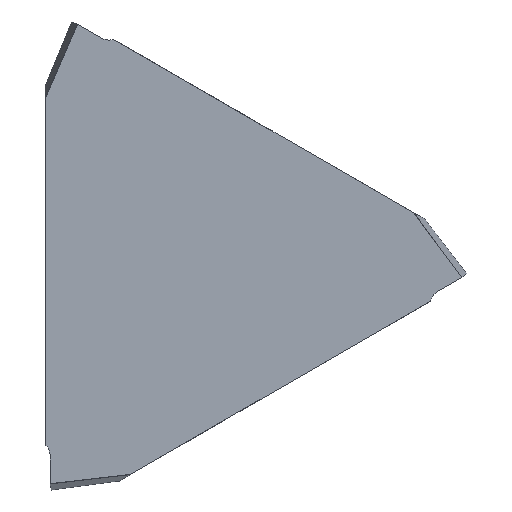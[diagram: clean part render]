
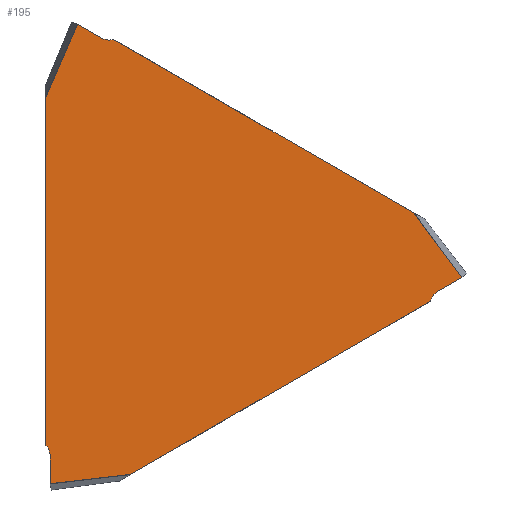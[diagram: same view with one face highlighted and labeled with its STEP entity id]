
A CAD part, left-side view. The second image highlights one B-rep face of the part: STEP entity #195.
In plain terms, the highlighted planar face has unit normal (-1, 0, 0).
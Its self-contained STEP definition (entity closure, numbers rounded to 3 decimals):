
#158=ELLIPSE('',#1781,0.702,0.7);
#159=ELLIPSE('',#1782,0.702,0.7);
#160=ELLIPSE('',#1783,0.702,0.7);
#195=ADVANCED_FACE('',(#337),#299,.T.);
#299=PLANE('',#1784);
#337=FACE_OUTER_BOUND('',#441,.T.);
#441=EDGE_LOOP('',(#769,#770,#771,#772,#773,#774,#775,#776,#777,#778,#779,
#780,#781,#782,#783));
#545=LINE('',#2472,#656);
#546=LINE('',#2475,#657);
#547=LINE('',#2477,#658);
#548=LINE('',#2479,#659);
#549=LINE('',#2483,#660);
#550=LINE('',#2485,#661);
#551=LINE('',#2487,#662);
#552=LINE('',#2489,#663);
#553=LINE('',#2493,#664);
#554=LINE('',#2495,#665);
#555=LINE('',#2497,#666);
#556=LINE('',#2499,#667);
#656=VECTOR('',#1968,1.);
#657=VECTOR('',#1969,1.);
#658=VECTOR('',#1970,1.);
#659=VECTOR('',#1971,1.);
#660=VECTOR('',#1974,1.);
#661=VECTOR('',#1975,1.);
#662=VECTOR('',#1976,1.);
#663=VECTOR('',#1977,1.);
#664=VECTOR('',#1980,1.);
#665=VECTOR('',#1981,1.);
#666=VECTOR('',#1982,1.);
#667=VECTOR('',#1983,1.);
#769=ORIENTED_EDGE('',*,*,#1441,.T.);
#770=ORIENTED_EDGE('',*,*,#1442,.T.);
#771=ORIENTED_EDGE('',*,*,#1443,.T.);
#772=ORIENTED_EDGE('',*,*,#1444,.T.);
#773=ORIENTED_EDGE('',*,*,#1445,.F.);
#774=ORIENTED_EDGE('',*,*,#1446,.T.);
#775=ORIENTED_EDGE('',*,*,#1447,.T.);
#776=ORIENTED_EDGE('',*,*,#1448,.T.);
#777=ORIENTED_EDGE('',*,*,#1449,.T.);
#778=ORIENTED_EDGE('',*,*,#1450,.F.);
#779=ORIENTED_EDGE('',*,*,#1451,.T.);
#780=ORIENTED_EDGE('',*,*,#1452,.T.);
#781=ORIENTED_EDGE('',*,*,#1453,.T.);
#782=ORIENTED_EDGE('',*,*,#1454,.T.);
#783=ORIENTED_EDGE('',*,*,#1455,.F.);
#1285=VERTEX_POINT('',#2473);
#1286=VERTEX_POINT('',#2474);
#1287=VERTEX_POINT('',#2476);
#1288=VERTEX_POINT('',#2478);
#1289=VERTEX_POINT('',#2480);
#1290=VERTEX_POINT('',#2482);
#1291=VERTEX_POINT('',#2484);
#1292=VERTEX_POINT('',#2486);
#1293=VERTEX_POINT('',#2488);
#1294=VERTEX_POINT('',#2490);
#1295=VERTEX_POINT('',#2492);
#1296=VERTEX_POINT('',#2494);
#1297=VERTEX_POINT('',#2496);
#1298=VERTEX_POINT('',#2498);
#1299=VERTEX_POINT('',#2500);
#1441=EDGE_CURVE('',#1285,#1286,#545,.T.);
#1442=EDGE_CURVE('',#1286,#1287,#546,.T.);
#1443=EDGE_CURVE('',#1287,#1288,#547,.T.);
#1444=EDGE_CURVE('',#1288,#1289,#548,.T.);
#1445=EDGE_CURVE('',#1290,#1289,#158,.T.);
#1446=EDGE_CURVE('',#1290,#1291,#549,.T.);
#1447=EDGE_CURVE('',#1291,#1292,#550,.T.);
#1448=EDGE_CURVE('',#1292,#1293,#551,.T.);
#1449=EDGE_CURVE('',#1293,#1294,#552,.T.);
#1450=EDGE_CURVE('',#1295,#1294,#159,.T.);
#1451=EDGE_CURVE('',#1295,#1296,#553,.T.);
#1452=EDGE_CURVE('',#1296,#1297,#554,.T.);
#1453=EDGE_CURVE('',#1297,#1298,#555,.T.);
#1454=EDGE_CURVE('',#1298,#1299,#556,.T.);
#1455=EDGE_CURVE('',#1285,#1299,#160,.T.);
#1781=AXIS2_PLACEMENT_3D('',#2481,#1972,#1973);
#1782=AXIS2_PLACEMENT_3D('',#2491,#1978,#1979);
#1783=AXIS2_PLACEMENT_3D('',#2501,#1984,#1985);
#1784=AXIS2_PLACEMENT_3D('',#2502,#1986,#1987);
#1968=DIRECTION('',(0.,0.,-1.));
#1969=DIRECTION('',(0.,-0.993,0.115));
#1970=DIRECTION('',(0.,-0.866,0.5));
#1971=DIRECTION('',(0.,-0.259,0.966));
#1972=DIRECTION('',(-1.,0.,0.));
#1973=DIRECTION('',(0.,-0.998,0.059));
#1974=DIRECTION('',(0.,-0.866,0.5));
#1975=DIRECTION('',(0.,0.596,0.803));
#1976=DIRECTION('',(0.,0.866,0.5));
#1977=DIRECTION('',(0.,0.966,-0.259));
#1978=DIRECTION('',(-1.,0.,0.));
#1979=DIRECTION('',(0.,0.551,0.835));
#1980=DIRECTION('',(0.,0.866,0.5));
#1981=DIRECTION('',(0.,0.397,-0.918));
#1982=DIRECTION('',(0.,0.,-1.));
#1983=DIRECTION('',(0.,-0.707,-0.707));
#1984=DIRECTION('',(-1.,0.,0.));
#1985=DIRECTION('',(0.,0.448,-0.894));
#1986=DIRECTION('',(-1.,0.,0.));
#1987=DIRECTION('',(0.,0.,1.));
#2472=CARTESIAN_POINT('',(0.,6.875,0.));
#2473=CARTESIAN_POINT('',(0.,6.875,-9.117));
#2474=CARTESIAN_POINT('',(0.,6.875,-10.423));
#2475=CARTESIAN_POINT('',(0.,3.115,-9.988));
#2476=CARTESIAN_POINT('',(0.,3.096,-9.986));
#2477=CARTESIAN_POINT('',(0.,7.1,-12.298));
#2478=CARTESIAN_POINT('',(0.,-10.999,-1.848));
#2479=CARTESIAN_POINT('',(0.,-10.725,-2.874));
#2480=CARTESIAN_POINT('',(0.,-11.007,-1.821));
#2481=CARTESIAN_POINT('',(0.,-11.685,-2.001));
#2482=CARTESIAN_POINT('',(0.,-11.333,-1.395));
#2483=CARTESIAN_POINT('',(0.,-3.438,-5.954));
#2484=CARTESIAN_POINT('',(0.,-12.464,-0.742));
#2485=CARTESIAN_POINT('',(0.,-10.207,2.297));
#2486=CARTESIAN_POINT('',(0.,-10.196,2.312));
#2487=CARTESIAN_POINT('',(0.,-14.2,0.));
#2488=CARTESIAN_POINT('',(0.,3.899,10.45));
#2489=CARTESIAN_POINT('',(0.,2.874,10.725));
#2490=CARTESIAN_POINT('',(0.,3.927,10.442));
#2491=CARTESIAN_POINT('',(0.,4.11,11.12));
#2492=CARTESIAN_POINT('',(0.,4.458,10.513));
#2493=CARTESIAN_POINT('',(0.,-3.437,5.954));
#2494=CARTESIAN_POINT('',(0.,5.589,11.166));
#2495=CARTESIAN_POINT('',(0.,7.092,7.691));
#2496=CARTESIAN_POINT('',(0.,7.1,7.674));
#2497=CARTESIAN_POINT('',(0.,7.1,12.298));
#2498=CARTESIAN_POINT('',(0.,7.1,-8.602));
#2499=CARTESIAN_POINT('',(0.,7.851,-7.851));
#2500=CARTESIAN_POINT('',(0.,7.08,-8.622));
#2501=CARTESIAN_POINT('',(0.,7.575,-9.119));
#2502=CARTESIAN_POINT('',(0.,0.,0.));
